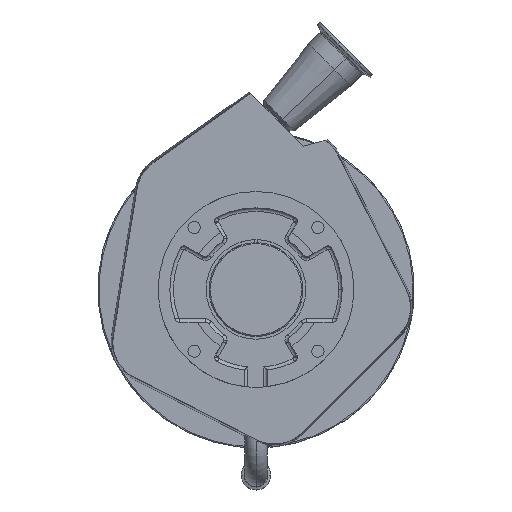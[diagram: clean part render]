
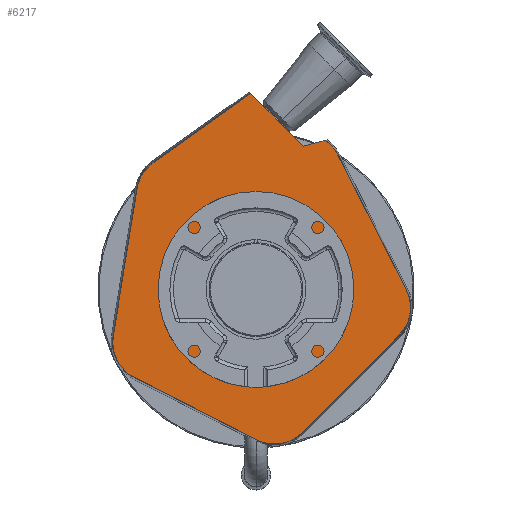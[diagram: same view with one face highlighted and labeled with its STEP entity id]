
A CAD part, top view. The second image highlights one B-rep face of the part: STEP entity #6217.
In plain terms, the highlighted planar face has unit normal (0, 0, 1).
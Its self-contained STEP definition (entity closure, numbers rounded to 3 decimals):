
#32 = DIRECTION ( 'NONE',  ( -0.707, -0.707, 0. ) ) ;
#71 = VERTEX_POINT ( 'NONE', #11132 ) ;
#97 = LINE ( 'NONE', #6116, #4033 ) ;
#121 = DIRECTION ( 'NONE',  ( 0.451, -0.892, 0. ) ) ;
#134 = CARTESIAN_POINT ( 'NONE',  ( 15.737, -98.248, -141.5 ) ) ;
#370 = CARTESIAN_POINT ( 'NONE',  ( 121.965, -38.974, -141.5 ) ) ;
#414 = AXIS2_PLACEMENT_3D ( 'NONE', #8517, #6179, #1107 ) ;
#423 = EDGE_CURVE ( 'NONE', #9861, #891, #7539, .T. ) ;
#525 = CARTESIAN_POINT ( 'NONE',  ( 123.744, 123.744, -141.5 ) ) ;
#676 = CIRCLE ( 'NONE', #414, 33.406 ) ;
#709 = DIRECTION ( 'NONE',  ( 0.159, 0.987, 0. ) ) ;
#891 = VERTEX_POINT ( 'NONE', #370 ) ;
#1009 = CARTESIAN_POINT ( 'NONE',  ( 128.115, -0.322, -141.5 ) ) ;
#1019 = ORIENTED_EDGE ( 'NONE', *, *, #1963, .F. ) ;
#1107 = DIRECTION ( 'NONE',  ( -0.707, -0.707, 0. ) ) ;
#1512 = ORIENTED_EDGE ( 'NONE', *, *, #11430, .F. ) ;
#1615 = ORIENTED_EDGE ( 'NONE', *, *, #5502, .F. ) ;
#1831 = CARTESIAN_POINT ( 'NONE',  ( -87.855, 108.132, -141.5 ) ) ;
#1963 = EDGE_CURVE ( 'NONE', #11643, #4283, #9946, .T. ) ;
#1979 = EDGE_CURVE ( 'NONE', #8105, #7367, #9069, .T. ) ;
#2010 = VERTEX_POINT ( 'NONE', #12833 ) ;
#2178 = EDGE_CURVE ( 'NONE', #7470, #8105, #13216, .T. ) ;
#2410 = CARTESIAN_POINT ( 'NONE',  ( -116.993, 87.288, -141.5 ) ) ;
#2513 = CARTESIAN_POINT ( 'NONE',  ( 69.909, 114.814, -141.5 ) ) ;
#2564 = CARTESIAN_POINT ( 'NONE',  ( -103.9, -74.782, -141.5 ) ) ;
#2651 = CARTESIAN_POINT ( 'NONE',  ( -121.714, -39.699, -141.5 ) ) ;
#2708 = DIRECTION ( 'NONE',  ( -0.707, -0.707, 0. ) ) ;
#3434 = DIRECTION ( 'NONE',  ( 0.813, 0.582, 0. ) ) ;
#3897 = LINE ( 'NONE', #8656, #6788 ) ;
#3966 = ORIENTED_EDGE ( 'NONE', *, *, #9948, .F. ) ;
#4033 = VECTOR ( 'NONE', #4946, 1000. ) ;
#4051 = FACE_OUTER_BOUND ( 'NONE', #5514, .T. ) ;
#4054 = AXIS2_PLACEMENT_3D ( 'NONE', #12084, #11066, #32 ) ;
#4110 = VECTOR ( 'NONE', #709, 1000. ) ;
#4129 = CARTESIAN_POINT ( 'NONE',  ( 39.4, -121.828, -141.5 ) ) ;
#4145 = VECTOR ( 'NONE', #4248, 1000. ) ;
#4248 = DIRECTION ( 'NONE',  ( -0.706, -0.708, 0. ) ) ;
#4283 = VERTEX_POINT ( 'NONE', #1831 ) ;
#4310 = EDGE_CURVE ( 'NONE', #891, #7470, #10420, .T. ) ;
#4406 = CARTESIAN_POINT ( 'NONE',  ( 39.4, -121.828, -141.5 ) ) ;
#4659 = DIRECTION ( 'NONE',  ( 0., 0., 1. ) ) ;
#4927 = CARTESIAN_POINT ( 'NONE',  ( -4.38, 167.015, -141.5 ) ) ;
#4946 = DIRECTION ( 'NONE',  ( -0.707, 0.707, 0. ) ) ;
#5218 = DIRECTION ( 'NONE',  ( -0.707, -0.707, 0. ) ) ;
#5239 = VERTEX_POINT ( 'NONE', #4927 ) ;
#5274 = ORIENTED_EDGE ( 'NONE', *, *, #12182, .F. ) ;
#5378 = EDGE_LOOP ( 'NONE', ( #11872, #3966 ) ) ;
#5401 = VERTEX_POINT ( 'NONE', #2651 ) ;
#5417 = ORIENTED_EDGE ( 'NONE', *, *, #423, .F. ) ;
#5474 = CARTESIAN_POINT ( 'NONE',  ( -68.419, 80.962, -141.5 ) ) ;
#5477 = VERTEX_POINT ( 'NONE', #7964 ) ;
#5500 = ORIENTED_EDGE ( 'NONE', *, *, #7374, .F. ) ;
#5502 = EDGE_CURVE ( 'NONE', #5401, #7328, #8910, .T. ) ;
#5514 = EDGE_LOOP ( 'NONE', ( #1512, #12329, #12901, #8281, #5500, #1019, #10708, #1615, #5274, #11573, #12993, #13049, #5417, #8008 ) ) ;
#5725 = EDGE_CURVE ( 'NONE', #71, #8345, #10106, .T. ) ;
#5995 = DIRECTION ( 'NONE',  ( 0., 0., -1. ) ) ;
#6065 = VECTOR ( 'NONE', #3434, 1000. ) ;
#6116 = CARTESIAN_POINT ( 'NONE',  ( 81.317, 81.317, -141.5 ) ) ;
#6179 = DIRECTION ( 'NONE',  ( 0., 0., -1. ) ) ;
#6217 = ADVANCED_FACE ( 'NONE', ( #9832, #4051 ), #10063, .T. ) ;
#6738 = EDGE_CURVE ( 'NONE', #8961, #9861, #12241, .T. ) ;
#6788 = VECTOR ( 'NONE', #13448, 1000. ) ;
#6927 = DIRECTION ( 'NONE',  ( -0.707, -0.707, 0. ) ) ;
#7289 = CIRCLE ( 'NONE', #11049, 55. ) ;
#7328 = VERTEX_POINT ( 'NONE', #13634 ) ;
#7367 = VERTEX_POINT ( 'NONE', #2564 ) ;
#7374 = EDGE_CURVE ( 'NONE', #4283, #5477, #9522, .T. ) ;
#7400 = AXIS2_PLACEMENT_3D ( 'NONE', #13477, #7597, #12374 ) ;
#7470 = VERTEX_POINT ( 'NONE', #4129 ) ;
#7495 = EDGE_CURVE ( 'NONE', #11077, #2010, #3897, .T. ) ;
#7539 = CIRCLE ( 'NONE', #9539, 33.406 ) ;
#7597 = DIRECTION ( 'NONE',  ( 0., 0., -1. ) ) ;
#7964 = CARTESIAN_POINT ( 'NONE',  ( -6.769, 166.14, -141.5 ) ) ;
#7980 = CARTESIAN_POINT ( 'NONE',  ( 38.891, 38.891, -141.5 ) ) ;
#8008 = ORIENTED_EDGE ( 'NONE', *, *, #6738, .F. ) ;
#8040 = DIRECTION ( 'NONE',  ( -0.891, 0.454, 0. ) ) ;
#8105 = VERTEX_POINT ( 'NONE', #10875 ) ;
#8281 = ORIENTED_EDGE ( 'NONE', *, *, #14214, .F. ) ;
#8285 = VECTOR ( 'NONE', #121, 1000. ) ;
#8345 = VERTEX_POINT ( 'NONE', #7980 ) ;
#8447 = VECTOR ( 'NONE', #8040, 1000. ) ;
#8487 = CARTESIAN_POINT ( 'NONE',  ( -3.994, 162.261, -141.5 ) ) ;
#8491 = CARTESIAN_POINT ( 'NONE',  ( 0., 0., -141.5 ) ) ;
#8517 = CARTESIAN_POINT ( 'NONE',  ( -88.734, -45.017, -141.5 ) ) ;
#8575 = DIRECTION ( 'NONE',  ( 0., 0., 1. ) ) ;
#8577 = CARTESIAN_POINT ( 'NONE',  ( 58.944, 127.324, -141.5 ) ) ;
#8656 = CARTESIAN_POINT ( 'NONE',  ( 118.508, 143.284, -141.5 ) ) ;
#8910 = LINE ( 'NONE', #10149, #4110 ) ;
#8961 = VERTEX_POINT ( 'NONE', #2513 ) ;
#9069 = LINE ( 'NONE', #10224, #8447 ) ;
#9095 = DIRECTION ( 'NONE',  ( 0., 0., -1. ) ) ;
#9400 = CIRCLE ( 'NONE', #7400, 33.406 ) ;
#9428 = CIRCLE ( 'NONE', #11181, 4.77 ) ;
#9522 = LINE ( 'NONE', #2410, #6065 ) ;
#9539 = AXIS2_PLACEMENT_3D ( 'NONE', #14977, #9095, #15136 ) ;
#9540 = CIRCLE ( 'NONE', #4054, 33.406 ) ;
#9653 = CARTESIAN_POINT ( 'NONE',  ( 144.669, -33.067, -141.5 ) ) ;
#9832 = FACE_BOUND ( 'NONE', #5378, .T. ) ;
#9861 = VERTEX_POINT ( 'NONE', #1009 ) ;
#9946 = CIRCLE ( 'NONE', #13463, 33.406 ) ;
#9948 = EDGE_CURVE ( 'NONE', #8345, #71, #7289, .T. ) ;
#10063 = PLANE ( 'NONE',  #11306 ) ;
#10106 = CIRCLE ( 'NONE', #14382, 55. ) ;
#10149 = CARTESIAN_POINT ( 'NONE',  ( -127.433, -75.16, -141.5 ) ) ;
#10224 = CARTESIAN_POINT ( 'NONE',  ( 0.571, -128.013, -141.5 ) ) ;
#10259 = CARTESIAN_POINT ( 'NONE',  ( -92.04, 104.584, -141.5 ) ) ;
#10420 = LINE ( 'NONE', #4406, #4145 ) ;
#10541 = DIRECTION ( 'NONE',  ( 0., 0., -1. ) ) ;
#10708 = ORIENTED_EDGE ( 'NONE', *, *, #13517, .F. ) ;
#10766 = DIRECTION ( 'NONE',  ( -0.707, -0.707, 0. ) ) ;
#10875 = CARTESIAN_POINT ( 'NONE',  ( 0.571, -128.013, -141.5 ) ) ;
#11049 = AXIS2_PLACEMENT_3D ( 'NONE', #8491, #8575, #2708 ) ;
#11066 = DIRECTION ( 'NONE',  ( 0., 0., -1. ) ) ;
#11077 = VERTEX_POINT ( 'NONE', #8577 ) ;
#11132 = CARTESIAN_POINT ( 'NONE',  ( -38.891, -38.891, -141.5 ) ) ;
#11181 = AXIS2_PLACEMENT_3D ( 'NONE', #8487, #5995, #10766 ) ;
#11306 = AXIS2_PLACEMENT_3D ( 'NONE', #525, #13443, #5218 ) ;
#11430 = EDGE_CURVE ( 'NONE', #11077, #8961, #9540, .T. ) ;
#11573 = ORIENTED_EDGE ( 'NONE', *, *, #1979, .F. ) ;
#11643 = VERTEX_POINT ( 'NONE', #10259 ) ;
#11760 = EDGE_CURVE ( 'NONE', #2010, #5239, #97, .T. ) ;
#11872 = ORIENTED_EDGE ( 'NONE', *, *, #5725, .F. ) ;
#12084 = CARTESIAN_POINT ( 'NONE',  ( 40.096, 99.742, -141.5 ) ) ;
#12182 = EDGE_CURVE ( 'NONE', #7367, #5401, #676, .T. ) ;
#12241 = LINE ( 'NONE', #9653, #8285 ) ;
#12329 = ORIENTED_EDGE ( 'NONE', *, *, #7495, .T. ) ;
#12374 = DIRECTION ( 'NONE',  ( -0.707, -0.707, 0. ) ) ;
#12833 = CARTESIAN_POINT ( 'NONE',  ( 40.305, 122.329, -141.5 ) ) ;
#12901 = ORIENTED_EDGE ( 'NONE', *, *, #11760, .T. ) ;
#12963 = AXIS2_PLACEMENT_3D ( 'NONE', #134, #10541, #12985 ) ;
#12985 = DIRECTION ( 'NONE',  ( -0.707, -0.707, 0. ) ) ;
#12993 = ORIENTED_EDGE ( 'NONE', *, *, #2178, .F. ) ;
#13049 = ORIENTED_EDGE ( 'NONE', *, *, #4310, .F. ) ;
#13216 = CIRCLE ( 'NONE', #12963, 33.406 ) ;
#13443 = DIRECTION ( 'NONE',  ( 0., 0., 1. ) ) ;
#13448 = DIRECTION ( 'NONE',  ( -0.966, -0.259, 0. ) ) ;
#13463 = AXIS2_PLACEMENT_3D ( 'NONE', #5474, #15259, #13852 ) ;
#13477 = CARTESIAN_POINT ( 'NONE',  ( -68.419, 80.962, -141.5 ) ) ;
#13517 = EDGE_CURVE ( 'NONE', #7328, #11643, #9400, .T. ) ;
#13634 = CARTESIAN_POINT ( 'NONE',  ( -101.399, 86.281, -141.5 ) ) ;
#13852 = DIRECTION ( 'NONE',  ( -0.707, -0.707, 0. ) ) ;
#14214 = EDGE_CURVE ( 'NONE', #5477, #5239, #9428, .T. ) ;
#14379 = CARTESIAN_POINT ( 'NONE',  ( 0., 0., -141.5 ) ) ;
#14382 = AXIS2_PLACEMENT_3D ( 'NONE', #14379, #4659, #6927 ) ;
#14977 = CARTESIAN_POINT ( 'NONE',  ( 98.302, -15.394, -141.5 ) ) ;
#15136 = DIRECTION ( 'NONE',  ( -0.707, -0.707, 0. ) ) ;
#15259 = DIRECTION ( 'NONE',  ( 0., 0., -1. ) ) ;
